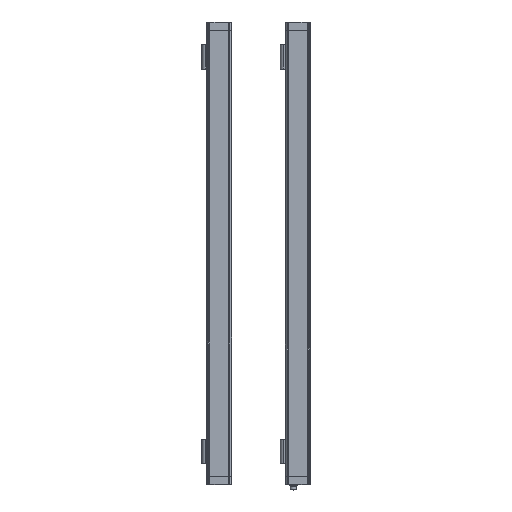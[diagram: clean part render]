
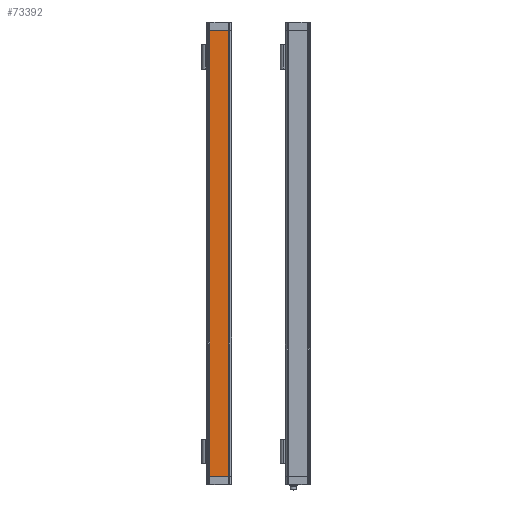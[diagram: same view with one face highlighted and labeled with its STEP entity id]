
A CAD part, top view. The second image highlights one B-rep face of the part: STEP entity #73392.
In plain terms, the highlighted planar face has unit normal (0, 0, 1).
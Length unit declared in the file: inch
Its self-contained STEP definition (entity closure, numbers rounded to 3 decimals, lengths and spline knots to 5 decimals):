
#2698 = VERTEX_POINT ( 'NONE', #173330 ) ;
#5800 = CARTESIAN_POINT ( 'NONE',  ( -6.19875, 1.10236, 0.57678 ) ) ;
#15721 = VERTEX_POINT ( 'NONE', #90655 ) ;
#24704 = DIRECTION ( 'NONE',  ( 0., 0., 1. ) ) ;
#28081 = VECTOR ( 'NONE', #138638, 39.37008 ) ;
#33406 = ORIENTED_EDGE ( 'NONE', *, *, #135423, .T. ) ;
#46035 = VERTEX_POINT ( 'NONE', #69827 ) ;
#49238 = LINE ( 'NONE', #107198, #90350 ) ;
#57544 = VECTOR ( 'NONE', #69761, 39.37008 ) ;
#69761 = DIRECTION ( 'NONE',  ( 0., -1., 0. ) ) ;
#69827 = CARTESIAN_POINT ( 'NONE',  ( -4.71843, 1.10236, 0.57678 ) ) ;
#73392 = ADVANCED_FACE ( 'NONE', ( #106043 ), #177005, .T. ) ;
#73853 = AXIS2_PLACEMENT_3D ( 'NONE', #108801, #24704, #164878 ) ;
#82498 = CARTESIAN_POINT ( 'NONE',  ( -4.71843, 1.10236, 0.57678 ) ) ;
#83547 = EDGE_CURVE ( 'NONE', #46035, #2698, #49238, .T. ) ;
#83627 = EDGE_CURVE ( 'NONE', #15721, #146094, #156610, .T. ) ;
#87783 = EDGE_LOOP ( 'NONE', ( #92099, #123476, #33406, #139849 ) ) ;
#90350 = VECTOR ( 'NONE', #106281, 39.37008 ) ;
#90655 = CARTESIAN_POINT ( 'NONE',  ( -6.19875, 36.51575, 0.57678 ) ) ;
#92099 = ORIENTED_EDGE ( 'NONE', *, *, #139800, .T. ) ;
#97485 = LINE ( 'NONE', #82498, #28081 ) ;
#106043 = FACE_OUTER_BOUND ( 'NONE', #87783, .T. ) ;
#106281 = DIRECTION ( 'NONE',  ( 0., 1., 0. ) ) ;
#107198 = CARTESIAN_POINT ( 'NONE',  ( -4.71843, 14.82283, 0.57678 ) ) ;
#108801 = CARTESIAN_POINT ( 'NONE',  ( -4.71843, 14.82283, 0.57678 ) ) ;
#111098 = LINE ( 'NONE', #141917, #127994 ) ;
#123476 = ORIENTED_EDGE ( 'NONE', *, *, #83547, .T. ) ;
#127994 = VECTOR ( 'NONE', #154062, 39.37008 ) ;
#135423 = EDGE_CURVE ( 'NONE', #2698, #15721, #111098, .T. ) ;
#138638 = DIRECTION ( 'NONE',  ( 1., 0., 0. ) ) ;
#139800 = EDGE_CURVE ( 'NONE', #146094, #46035, #97485, .T. ) ;
#139849 = ORIENTED_EDGE ( 'NONE', *, *, #83627, .T. ) ;
#139885 = CARTESIAN_POINT ( 'NONE',  ( -6.19875, 14.82283, 0.57678 ) ) ;
#141917 = CARTESIAN_POINT ( 'NONE',  ( -4.71843, 36.51575, 0.57678 ) ) ;
#146094 = VERTEX_POINT ( 'NONE', #5800 ) ;
#154062 = DIRECTION ( 'NONE',  ( -1., 0., 0. ) ) ;
#156610 = LINE ( 'NONE', #139885, #57544 ) ;
#164878 = DIRECTION ( 'NONE',  ( 0., -1., 0. ) ) ;
#173330 = CARTESIAN_POINT ( 'NONE',  ( -4.71843, 36.51575, 0.57678 ) ) ;
#177005 = PLANE ( 'NONE',  #73853 ) ;
